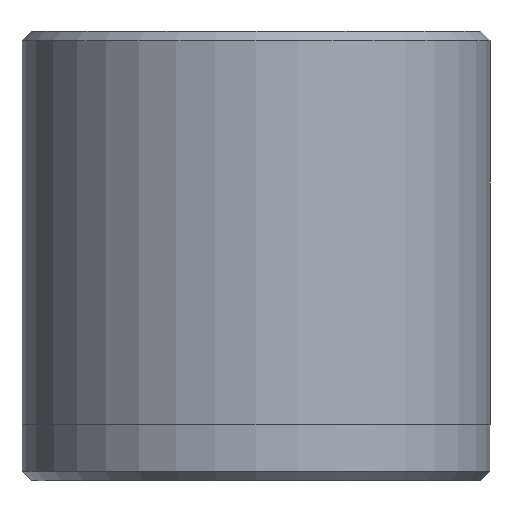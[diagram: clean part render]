
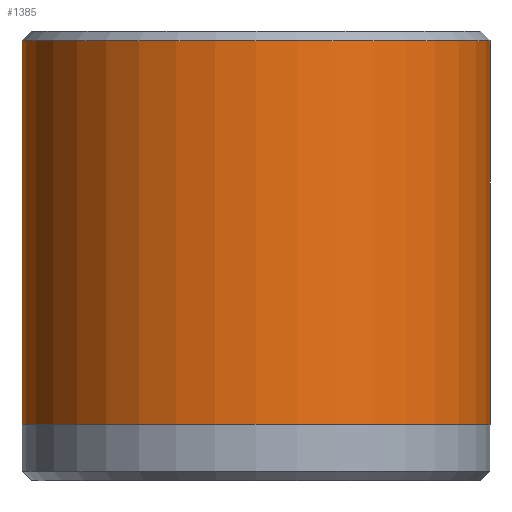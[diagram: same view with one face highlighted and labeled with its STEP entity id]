
A CAD part, front view. The second image highlights one B-rep face of the part: STEP entity #1385.
In plain terms, the highlighted cylindrical face has radius 12.5 mm (diameter 25 mm), a partial arc.
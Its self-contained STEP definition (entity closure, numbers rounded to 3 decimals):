
#44 = VERTEX_POINT ( 'NONE', #872 ) ;
#52 = CIRCLE ( 'NONE', #1279, 12.5 ) ;
#78 = VECTOR ( 'NONE', #623, 1000. ) ;
#238 = AXIS2_PLACEMENT_3D ( 'NONE', #1446, #1342, #353 ) ;
#241 = CARTESIAN_POINT ( 'NONE',  ( -12.5, 0., 24. ) ) ;
#252 = ORIENTED_EDGE ( 'NONE', *, *, #446, .T. ) ;
#263 = VERTEX_POINT ( 'NONE', #1183 ) ;
#280 = CARTESIAN_POINT ( 'NONE',  ( 12.5, 0., 3. ) ) ;
#349 = LINE ( 'NONE', #241, #1295 ) ;
#353 = DIRECTION ( 'NONE',  ( -1., 0., 0. ) ) ;
#370 = CARTESIAN_POINT ( 'NONE',  ( 12.5, 0., 24. ) ) ;
#418 = EDGE_CURVE ( 'NONE', #44, #672, #729, .T. ) ;
#446 = EDGE_CURVE ( 'NONE', #1047, #263, #349, .T. ) ;
#451 = EDGE_LOOP ( 'NONE', ( #775, #1397, #252, #1256 ) ) ;
#474 = EDGE_CURVE ( 'NONE', #44, #1047, #774, .T. ) ;
#584 = CARTESIAN_POINT ( 'NONE',  ( 0., 0., 3. ) ) ;
#623 = DIRECTION ( 'NONE',  ( 0., 0., -1. ) ) ;
#672 = VERTEX_POINT ( 'NONE', #280 ) ;
#701 = DIRECTION ( 'NONE',  ( 0., 0., -1. ) ) ;
#717 = DIRECTION ( 'NONE',  ( -1., 0., 0. ) ) ;
#729 = LINE ( 'NONE', #370, #78 ) ;
#769 = EDGE_CURVE ( 'NONE', #672, #263, #52, .T. ) ;
#774 = CIRCLE ( 'NONE', #1402, 12.5 ) ;
#775 = ORIENTED_EDGE ( 'NONE', *, *, #418, .F. ) ;
#872 = CARTESIAN_POINT ( 'NONE',  ( 12.5, 0., 23.5 ) ) ;
#893 = CYLINDRICAL_SURFACE ( 'NONE', #238, 12.5 ) ;
#1047 = VERTEX_POINT ( 'NONE', #1312 ) ;
#1183 = CARTESIAN_POINT ( 'NONE',  ( -12.5, 0., 3. ) ) ;
#1256 = ORIENTED_EDGE ( 'NONE', *, *, #769, .F. ) ;
#1259 = FACE_OUTER_BOUND ( 'NONE', #451, .T. ) ;
#1279 = AXIS2_PLACEMENT_3D ( 'NONE', #584, #1428, #717 ) ;
#1295 = VECTOR ( 'NONE', #1461, 1000. ) ;
#1312 = CARTESIAN_POINT ( 'NONE',  ( -12.5, 0., 23.5 ) ) ;
#1342 = DIRECTION ( 'NONE',  ( 0., 0., -1. ) ) ;
#1385 = ADVANCED_FACE ( 'NONE', ( #1259 ), #893, .T. ) ;
#1397 = ORIENTED_EDGE ( 'NONE', *, *, #474, .T. ) ;
#1402 = AXIS2_PLACEMENT_3D ( 'NONE', #1577, #701, #1523 ) ;
#1428 = DIRECTION ( 'NONE',  ( 0., 0., -1. ) ) ;
#1446 = CARTESIAN_POINT ( 'NONE',  ( 0., 0., 24. ) ) ;
#1461 = DIRECTION ( 'NONE',  ( 0., 0., -1. ) ) ;
#1523 = DIRECTION ( 'NONE',  ( 1., 0., 0. ) ) ;
#1577 = CARTESIAN_POINT ( 'NONE',  ( 0., 0., 23.5 ) ) ;
